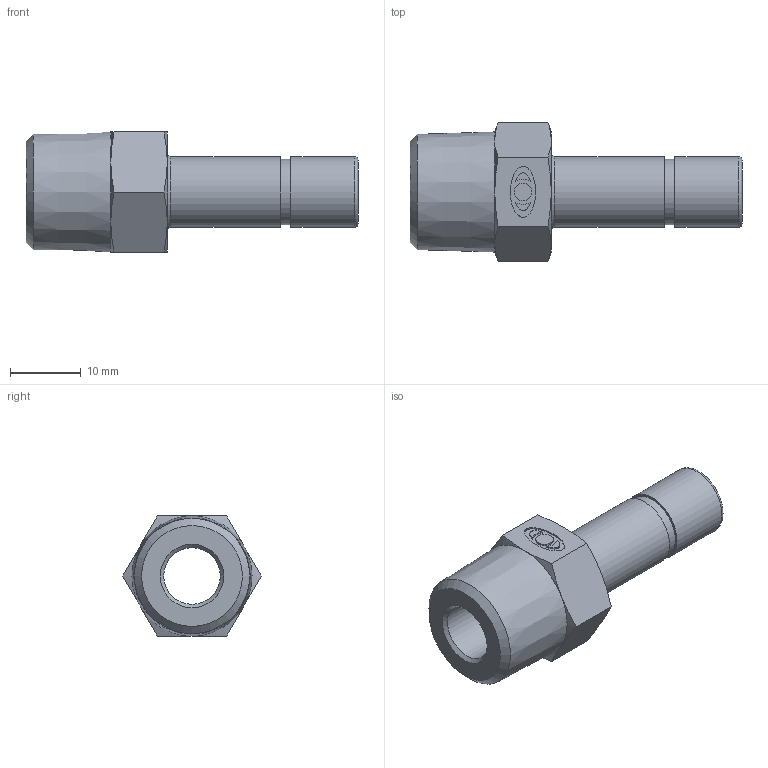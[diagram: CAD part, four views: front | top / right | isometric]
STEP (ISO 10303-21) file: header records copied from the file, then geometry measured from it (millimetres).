
FILE_DESCRIPTION((''),'2;1');
FILE_NAME('F-PCJ BODY 1003.stp','2020-11-23T08:33:16',('Administrator'),(''),'Autodesk Inventor 2013','Autodesk Inventor 2013','');
FILE_SCHEMA(('CONFIG_CONTROL_DESIGN'));
Length unit declared in the file: millimetre
Products named in the file (1): F-PCJ BODY 1003
Bounding box: 47 x 19.63 x 17 mm (x, y, z)
Volume: 4313.7 mm3; surface area: 3477.1 mm2
Topology: 1 solids, 1 shells, 135 faces, 341 edges, 222 vertices
Faces by surface type: bspline 67, plane 44, cone 15, cylinder 7, torus 2
Full cylindrical faces by diameter (mm): 2.516 x1, 8 x1, 9.3 x1, 10 x2
Entity records: 4093 total; most frequent: CARTESIAN_POINT 1361, ORIENTED_EDGE 658, DIRECTION 352, EDGE_CURVE 329, VERTEX_POINT 221, EDGE_LOOP 162, VECTOR 140, LINE 140
